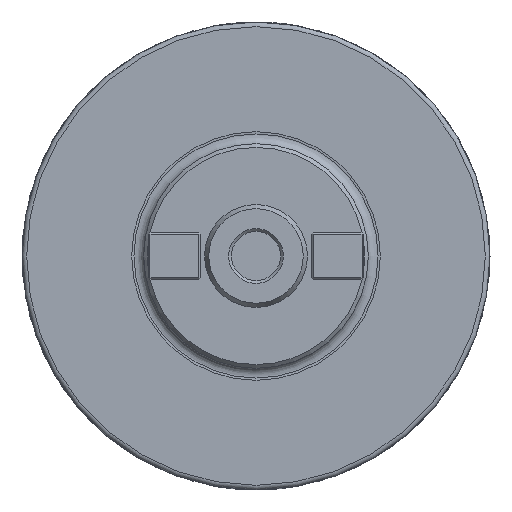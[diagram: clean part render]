
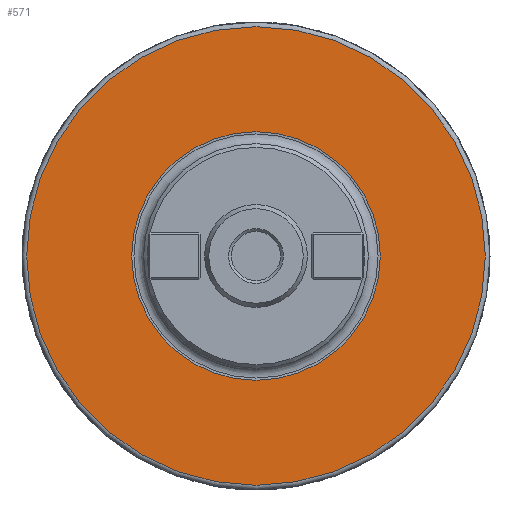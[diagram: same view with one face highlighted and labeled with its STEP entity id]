
A CAD part, left-side view. The second image highlights one B-rep face of the part: STEP entity #571.
In plain terms, the highlighted planar face has unit normal (-1, 0, 0).
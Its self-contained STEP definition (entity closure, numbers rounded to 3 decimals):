
#477=FACE_BOUND('',#849,.T.);
#478=FACE_BOUND('',#850,.T.);
#571=ADVANCED_FACE('',(#477,#478),#644,.F.);
#644=PLANE('',#2294);
#849=EDGE_LOOP('',(#1513));
#850=EDGE_LOOP('',(#1514));
#1513=ORIENTED_EDGE('',*,*,#2037,.T.);
#1514=ORIENTED_EDGE('',*,*,#2038,.F.);
#1812=VERTEX_POINT('',#3690);
#1813=VERTEX_POINT('',#3693);
#2037=EDGE_CURVE('',#1812,#1812,#2156,.T.);
#2038=EDGE_CURVE('',#1813,#1813,#2157,.T.);
#2156=CIRCLE('',#2291,48.995);
#2157=CIRCLE('',#2293,26.559);
#2291=AXIS2_PLACEMENT_3D('',#3689,#2669,#2670);
#2293=AXIS2_PLACEMENT_3D('',#3692,#2673,#2674);
#2294=AXIS2_PLACEMENT_3D('',#3694,#2675,#2676);
#2669=DIRECTION('',(-1.,0.,0.));
#2670=DIRECTION('',(0.,0.,-1.));
#2673=DIRECTION('',(-1.,0.,0.));
#2674=DIRECTION('',(0.,0.,-1.));
#2675=DIRECTION('',(1.,0.,0.));
#2676=DIRECTION('',(0.,0.,-1.));
#3689=CARTESIAN_POINT('',(36.,0.,0.));
#3690=CARTESIAN_POINT('',(36.,0.,-48.995));
#3692=CARTESIAN_POINT('',(36.,0.,0.));
#3693=CARTESIAN_POINT('',(36.,0.,-26.559));
#3694=CARTESIAN_POINT('',(36.,26.559,0.));
